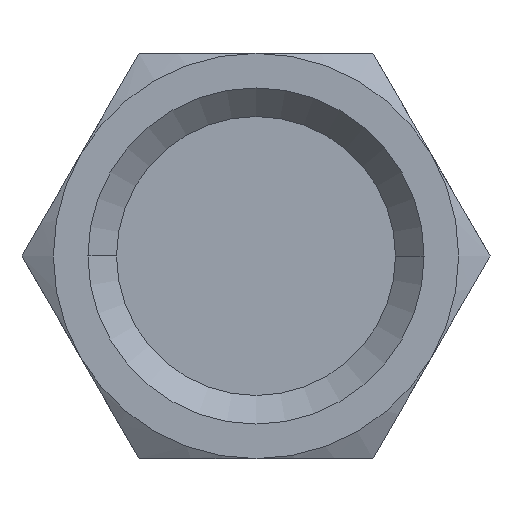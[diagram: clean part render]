
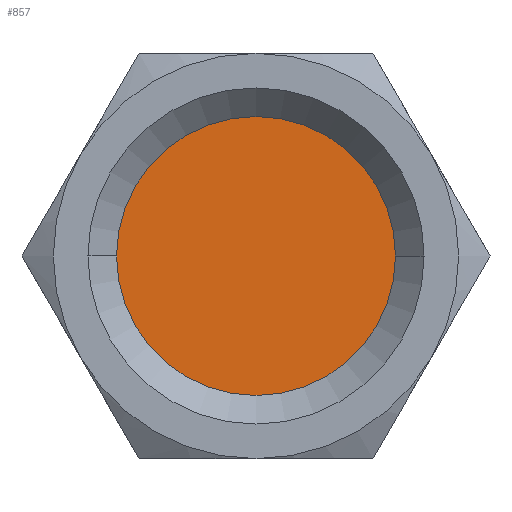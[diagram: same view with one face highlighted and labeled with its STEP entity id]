
A CAD part, front view. The second image highlights one B-rep face of the part: STEP entity #857.
In plain terms, the highlighted planar face has unit normal (0, -1, 0).
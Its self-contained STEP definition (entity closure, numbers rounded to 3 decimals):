
#76 = FACE_OUTER_BOUND ( 'NONE', #2718, .T. ) ;
#338 = EDGE_CURVE ( 'NONE', #561, #551, #1681, .T. ) ;
#398 = EDGE_CURVE ( 'NONE', #551, #561, #1739, .T. ) ;
#551 = VERTEX_POINT ( 'NONE', #2193 ) ;
#561 = VERTEX_POINT ( 'NONE', #2202 ) ;
#716 = ORIENTED_EDGE ( 'NONE', *, *, #338, .F. ) ;
#717 = ORIENTED_EDGE ( 'NONE', *, *, #398, .F. ) ;
#857 = ADVANCED_FACE ( 'NONE', ( #76 ), #2015, .T. ) ;
#996 = AXIS2_PLACEMENT_3D ( 'NONE', #2616, #2617, #2618 ) ;
#1022 = AXIS2_PLACEMENT_3D ( 'NONE', #1109, #1110, #1111 ) ;
#1109 = CARTESIAN_POINT ( 'NONE',  ( 0., 1.706, 0. ) ) ;
#1110 = DIRECTION ( 'NONE',  ( 0., 1., 0. ) ) ;
#1111 = DIRECTION ( 'NONE',  ( 0., 0., -1. ) ) ;
#1681 = CIRCLE ( 'NONE', #996, 5.85 ) ;
#1739 = CIRCLE ( 'NONE', #1022, 5.85 ) ;
#2015 = PLANE ( 'NONE',  #2283 ) ;
#2034 = CARTESIAN_POINT ( 'NONE',  ( 0., 1.706, 0. ) ) ;
#2035 = DIRECTION ( 'NONE',  ( 0., -1., 0. ) ) ;
#2036 = DIRECTION ( 'NONE',  ( 0., 0., -1. ) ) ;
#2193 = CARTESIAN_POINT ( 'NONE',  ( -5.85, 1.706, 0. ) ) ;
#2202 = CARTESIAN_POINT ( 'NONE',  ( 5.85, 1.706, 0. ) ) ;
#2283 = AXIS2_PLACEMENT_3D ( 'NONE', #2034, #2035, #2036 ) ;
#2616 = CARTESIAN_POINT ( 'NONE',  ( 0., 1.706, 0. ) ) ;
#2617 = DIRECTION ( 'NONE',  ( 0., 1., 0. ) ) ;
#2618 = DIRECTION ( 'NONE',  ( 0., 0., -1. ) ) ;
#2718 = EDGE_LOOP ( 'NONE', ( #716, #717 ) ) ;
